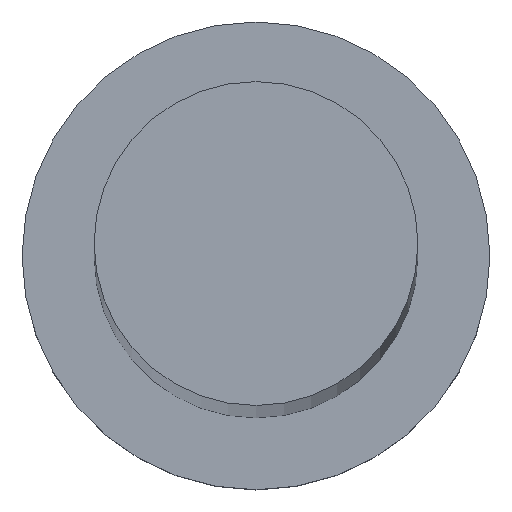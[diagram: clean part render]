
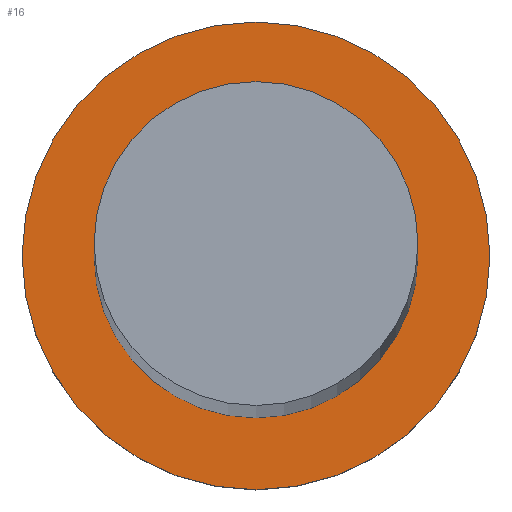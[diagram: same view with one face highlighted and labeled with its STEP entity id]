
A CAD part, top view. The second image highlights one B-rep face of the part: STEP entity #16.
In plain terms, the highlighted planar face has unit normal (0, 0, 1).
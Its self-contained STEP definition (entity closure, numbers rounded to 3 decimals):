
#1 = AXIS2_PLACEMENT_3D ( 'NONE', #35, #209, #247 ) ;
#2 = FACE_OUTER_BOUND ( 'NONE', #178, .T. ) ;
#14 = CIRCLE ( 'NONE', #159, 9. ) ;
#16 = ADVANCED_FACE ( 'NONE', ( #26, #2 ), #184, .T. ) ;
#22 = VERTEX_POINT ( 'NONE', #122 ) ;
#26 = FACE_BOUND ( 'NONE', #53, .T. ) ;
#29 = ORIENTED_EDGE ( 'NONE', *, *, #177, .F. ) ;
#35 = CARTESIAN_POINT ( 'NONE',  ( 0., 0., 7. ) ) ;
#42 = EDGE_CURVE ( 'NONE', #97, #62, #96, .T. ) ;
#43 = DIRECTION ( 'NONE',  ( 1., 0., 0. ) ) ;
#53 = EDGE_LOOP ( 'NONE', ( #255, #29 ) ) ;
#54 = CARTESIAN_POINT ( 'NONE',  ( 0., 0., 7. ) ) ;
#58 = CIRCLE ( 'NONE', #232, 13. ) ;
#62 = VERTEX_POINT ( 'NONE', #191 ) ;
#70 = DIRECTION ( 'NONE',  ( 1., 0., 0. ) ) ;
#76 = ORIENTED_EDGE ( 'NONE', *, *, #244, .T. ) ;
#96 = CIRCLE ( 'NONE', #1, 13. ) ;
#97 = VERTEX_POINT ( 'NONE', #190 ) ;
#109 = DIRECTION ( 'NONE',  ( 0., 0., 1. ) ) ;
#119 = ORIENTED_EDGE ( 'NONE', *, *, #42, .T. ) ;
#122 = CARTESIAN_POINT ( 'NONE',  ( 9., 0., 7. ) ) ;
#126 = CARTESIAN_POINT ( 'NONE',  ( 0., 0., 7. ) ) ;
#136 = AXIS2_PLACEMENT_3D ( 'NONE', #234, #198, #43 ) ;
#159 = AXIS2_PLACEMENT_3D ( 'NONE', #169, #172, #165 ) ;
#161 = EDGE_CURVE ( 'NONE', #180, #22, #14, .T. ) ;
#165 = DIRECTION ( 'NONE',  ( 1., 0., 0. ) ) ;
#169 = CARTESIAN_POINT ( 'NONE',  ( 0., 0., 7. ) ) ;
#172 = DIRECTION ( 'NONE',  ( 0., 0., 1. ) ) ;
#177 = EDGE_CURVE ( 'NONE', #22, #180, #220, .T. ) ;
#178 = EDGE_LOOP ( 'NONE', ( #76, #119 ) ) ;
#180 = VERTEX_POINT ( 'NONE', #225 ) ;
#184 = PLANE ( 'NONE',  #136 ) ;
#186 = DIRECTION ( 'NONE',  ( 0., 0., 1. ) ) ;
#187 = DIRECTION ( 'NONE',  ( 1., 0., 0. ) ) ;
#190 = CARTESIAN_POINT ( 'NONE',  ( 13., 0., 7. ) ) ;
#191 = CARTESIAN_POINT ( 'NONE',  ( -13., 0., 7. ) ) ;
#198 = DIRECTION ( 'NONE',  ( 0., 0., 1. ) ) ;
#209 = DIRECTION ( 'NONE',  ( 0., 0., 1. ) ) ;
#220 = CIRCLE ( 'NONE', #249, 9. ) ;
#225 = CARTESIAN_POINT ( 'NONE',  ( -9., 0., 7. ) ) ;
#232 = AXIS2_PLACEMENT_3D ( 'NONE', #126, #109, #187 ) ;
#234 = CARTESIAN_POINT ( 'NONE',  ( 0., 0., 7. ) ) ;
#244 = EDGE_CURVE ( 'NONE', #62, #97, #58, .T. ) ;
#247 = DIRECTION ( 'NONE',  ( 1., 0., 0. ) ) ;
#249 = AXIS2_PLACEMENT_3D ( 'NONE', #54, #186, #70 ) ;
#255 = ORIENTED_EDGE ( 'NONE', *, *, #161, .F. ) ;
